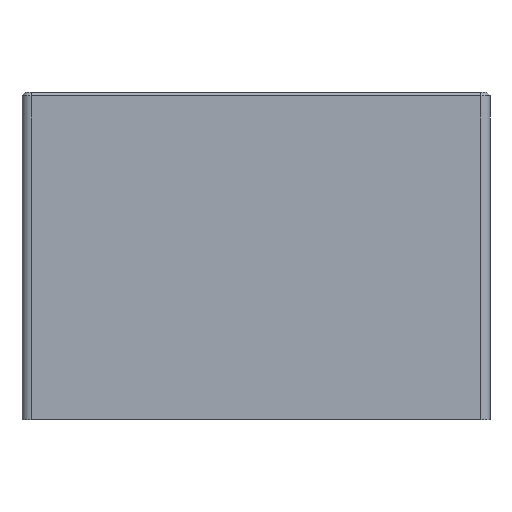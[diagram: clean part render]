
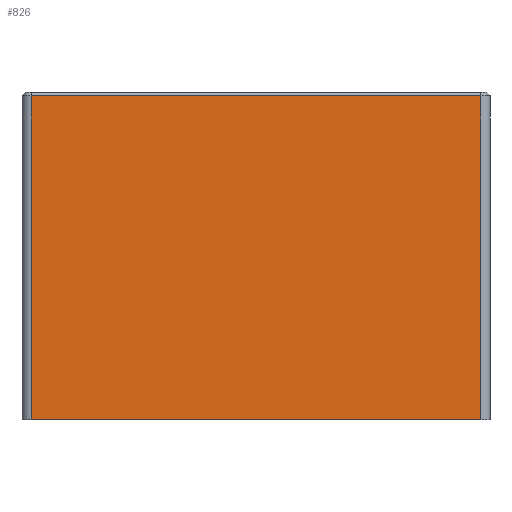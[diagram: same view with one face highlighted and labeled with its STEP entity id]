
A CAD part, front view. The second image highlights one B-rep face of the part: STEP entity #826.
In plain terms, the highlighted planar face has unit normal (0, -1, 0).
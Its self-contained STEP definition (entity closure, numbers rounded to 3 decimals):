
#42=PLANE('',#923);
#107=FACE_OUTER_BOUND('',#154,.T.);
#154=EDGE_LOOP('',(#749,#750,#751,#752));
#190=LINE('',#1229,#272);
#246=LINE('',#1392,#328);
#252=LINE('',#1408,#334);
#253=LINE('',#1410,#335);
#272=VECTOR('',#977,10.);
#328=VECTOR('',#1143,10.);
#334=VECTOR('',#1165,10.);
#335=VECTOR('',#1168,10.);
#355=VERTEX_POINT('',#1226);
#356=VERTEX_POINT('',#1228);
#407=VERTEX_POINT('',#1386);
#408=VERTEX_POINT('',#1390);
#435=EDGE_CURVE('',#356,#355,#190,.T.);
#517=EDGE_CURVE('',#408,#407,#246,.T.);
#525=EDGE_CURVE('',#407,#355,#252,.T.);
#526=EDGE_CURVE('',#356,#408,#253,.T.);
#749=ORIENTED_EDGE('',*,*,#517,.F.);
#750=ORIENTED_EDGE('',*,*,#526,.F.);
#751=ORIENTED_EDGE('',*,*,#435,.T.);
#752=ORIENTED_EDGE('',*,*,#525,.F.);
#826=ADVANCED_FACE('',(#107),#42,.T.);
#923=AXIS2_PLACEMENT_3D('',#1409,#1166,#1167);
#977=DIRECTION('',(1.,0.,0.));
#1143=DIRECTION('',(1.,0.,0.));
#1165=DIRECTION('',(0.,0.,-1.));
#1166=DIRECTION('center_axis',(0.,-1.,0.));
#1167=DIRECTION('ref_axis',(-1.,0.,0.));
#1168=DIRECTION('',(0.,0.,1.));
#1226=CARTESIAN_POINT('',(49.,-1.,0.));
#1228=CARTESIAN_POINT('',(1.,-1.,0.));
#1229=CARTESIAN_POINT('',(37.5,-1.,0.));
#1386=CARTESIAN_POINT('',(49.,-1.,34.6));
#1390=CARTESIAN_POINT('',(1.,-1.,34.6));
#1392=CARTESIAN_POINT('',(37.5,-1.,34.6));
#1408=CARTESIAN_POINT('',(49.,-1.,35.));
#1409=CARTESIAN_POINT('Origin',(50.,-1.,35.));
#1410=CARTESIAN_POINT('',(1.,-1.,35.));
